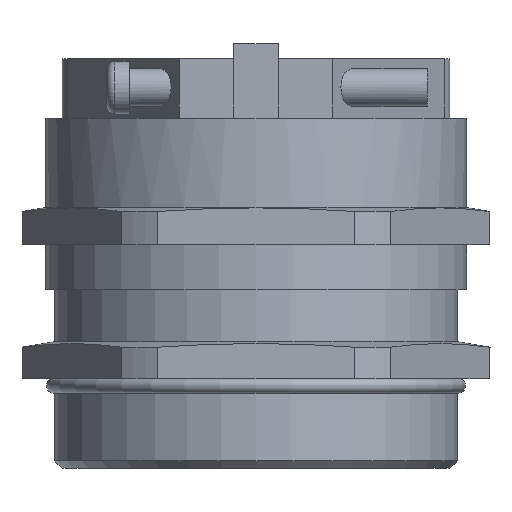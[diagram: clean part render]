
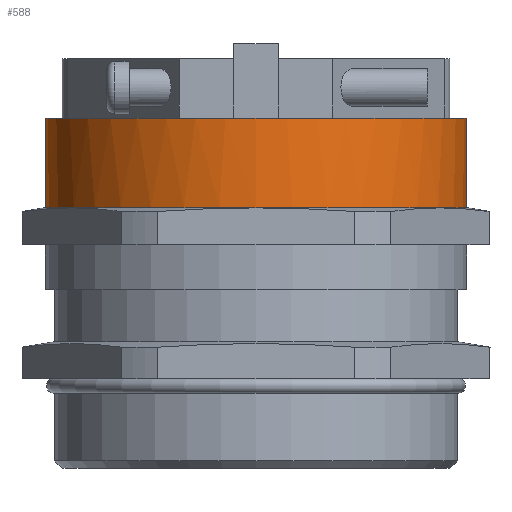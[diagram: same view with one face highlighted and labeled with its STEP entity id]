
A CAD part, front view. The second image highlights one B-rep face of the part: STEP entity #588.
In plain terms, the highlighted cylindrical face has radius 28.25 mm (diameter 56.5 mm), a partial arc.
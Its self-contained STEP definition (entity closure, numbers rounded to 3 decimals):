
#5 = VERTEX_POINT ( 'NONE', #1486 ) ;
#202 = EDGE_CURVE ( 'NONE', #291, #4541, #1859, .T. ) ;
#220 = EDGE_CURVE ( 'NONE', #1457, #248, #1909, .T. ) ;
#248 = VERTEX_POINT ( 'NONE', #1835 ) ;
#291 = VERTEX_POINT ( 'NONE', #2022 ) ;
#482 = EDGE_LOOP ( 'NONE', ( #620, #619, #589, #611, #633, #542, #603 ) ) ;
#483 = EDGE_CURVE ( 'NONE', #4504, #4462, #2494, .T. ) ;
#495 = EDGE_CURVE ( 'NONE', #5, #291, #2365, .T. ) ;
#542 = ORIENTED_EDGE ( 'NONE', *, *, #1403, .T. ) ;
#588 = ADVANCED_FACE ( 'NONE', ( #2520 ), #2521, .T. ) ;
#589 = ORIENTED_EDGE ( 'NONE', *, *, #495, .F. ) ;
#603 = ORIENTED_EDGE ( 'NONE', *, *, #483, .T. ) ;
#605 = EDGE_CURVE ( 'NONE', #248, #5, #2615, .T. ) ;
#611 = ORIENTED_EDGE ( 'NONE', *, *, #605, .F. ) ;
#619 = ORIENTED_EDGE ( 'NONE', *, *, #202, .F. ) ;
#620 = ORIENTED_EDGE ( 'NONE', *, *, #4550, .F. ) ;
#633 = ORIENTED_EDGE ( 'NONE', *, *, #220, .F. ) ;
#1403 = EDGE_CURVE ( 'NONE', #1457, #4504, #3845, .T. ) ;
#1457 = VERTEX_POINT ( 'NONE', #3863 ) ;
#1486 = CARTESIAN_POINT ( 'NONE',  ( 0., -28.25, 47. ) ) ;
#1835 = CARTESIAN_POINT ( 'NONE',  ( -12.011, -25.57, 47. ) ) ;
#1859 = CIRCLE ( 'NONE', #1957, 28.25 ) ;
#1906 = DIRECTION ( 'NONE',  ( 1., 0., 0. ) ) ;
#1907 = DIRECTION ( 'NONE',  ( 0., 0., 1. ) ) ;
#1908 = CARTESIAN_POINT ( 'NONE',  ( 0., 0., 47. ) ) ;
#1909 = CIRCLE ( 'NONE', #1964, 28.25 ) ;
#1948 = DIRECTION ( 'NONE',  ( 1., 0., 0. ) ) ;
#1949 = DIRECTION ( 'NONE',  ( 0., 0., 1. ) ) ;
#1950 = CARTESIAN_POINT ( 'NONE',  ( 0., 0., 47. ) ) ;
#1957 = AXIS2_PLACEMENT_3D ( 'NONE', #1950, #1949, #1948 ) ;
#1964 = AXIS2_PLACEMENT_3D ( 'NONE', #1908, #1907, #1906 ) ;
#2022 = CARTESIAN_POINT ( 'NONE',  ( 12.011, -25.57, 47. ) ) ;
#2361 = DIRECTION ( 'NONE',  ( 1., 0., 0. ) ) ;
#2362 = DIRECTION ( 'NONE',  ( 0., 0., 1. ) ) ;
#2363 = CARTESIAN_POINT ( 'NONE',  ( 0., 0., 47. ) ) ;
#2364 = AXIS2_PLACEMENT_3D ( 'NONE', #2363, #2362, #2361 ) ;
#2365 = CIRCLE ( 'NONE', #2364, 28.25 ) ;
#2459 = DIRECTION ( 'NONE',  ( -1., 0., 0. ) ) ;
#2460 = DIRECTION ( 'NONE',  ( 0., 0., 1. ) ) ;
#2461 = CARTESIAN_POINT ( 'NONE',  ( 0., 0., 35. ) ) ;
#2493 = AXIS2_PLACEMENT_3D ( 'NONE', #2461, #2460, #2459 ) ;
#2494 = CIRCLE ( 'NONE', #2493, 28.25 ) ;
#2520 = FACE_OUTER_BOUND ( 'NONE', #482, .T. ) ;
#2521 = CYLINDRICAL_SURFACE ( 'NONE', #2524, 28.25 ) ;
#2524 = AXIS2_PLACEMENT_3D ( 'NONE', #2656, #2655, #2603 ) ;
#2603 = DIRECTION ( 'NONE',  ( -1., 0., 0. ) ) ;
#2611 = DIRECTION ( 'NONE',  ( 1., 0., 0. ) ) ;
#2612 = DIRECTION ( 'NONE',  ( 0., 0., 1. ) ) ;
#2613 = CARTESIAN_POINT ( 'NONE',  ( 0., 0., 47. ) ) ;
#2614 = AXIS2_PLACEMENT_3D ( 'NONE', #2613, #2612, #2611 ) ;
#2615 = CIRCLE ( 'NONE', #2614, 28.25 ) ;
#2655 = DIRECTION ( 'NONE',  ( 0., 0., -1. ) ) ;
#2656 = CARTESIAN_POINT ( 'NONE',  ( 0., 0., 47. ) ) ;
#3728 = CARTESIAN_POINT ( 'NONE',  ( -28.25, 0., 35. ) ) ;
#3842 = DIRECTION ( 'NONE',  ( 0., 0., -1. ) ) ;
#3843 = VECTOR ( 'NONE', #3842, 1000. ) ;
#3844 = CARTESIAN_POINT ( 'NONE',  ( -28.25, 0., 47. ) ) ;
#3845 = LINE ( 'NONE', #3844, #3843 ) ;
#3863 = CARTESIAN_POINT ( 'NONE',  ( -28.25, 0., 47. ) ) ;
#3971 = CARTESIAN_POINT ( 'NONE',  ( 28.25, 0., 35. ) ) ;
#4207 = CARTESIAN_POINT ( 'NONE',  ( 28.25, 0., 47. ) ) ;
#4221 = CARTESIAN_POINT ( 'NONE',  ( 28.25, 0., 47. ) ) ;
#4222 = LINE ( 'NONE', #4221, #4236 ) ;
#4235 = DIRECTION ( 'NONE',  ( 0., 0., -1. ) ) ;
#4236 = VECTOR ( 'NONE', #4235, 1000. ) ;
#4462 = VERTEX_POINT ( 'NONE', #3971 ) ;
#4504 = VERTEX_POINT ( 'NONE', #3728 ) ;
#4541 = VERTEX_POINT ( 'NONE', #4207 ) ;
#4550 = EDGE_CURVE ( 'NONE', #4541, #4462, #4222, .T. ) ;
